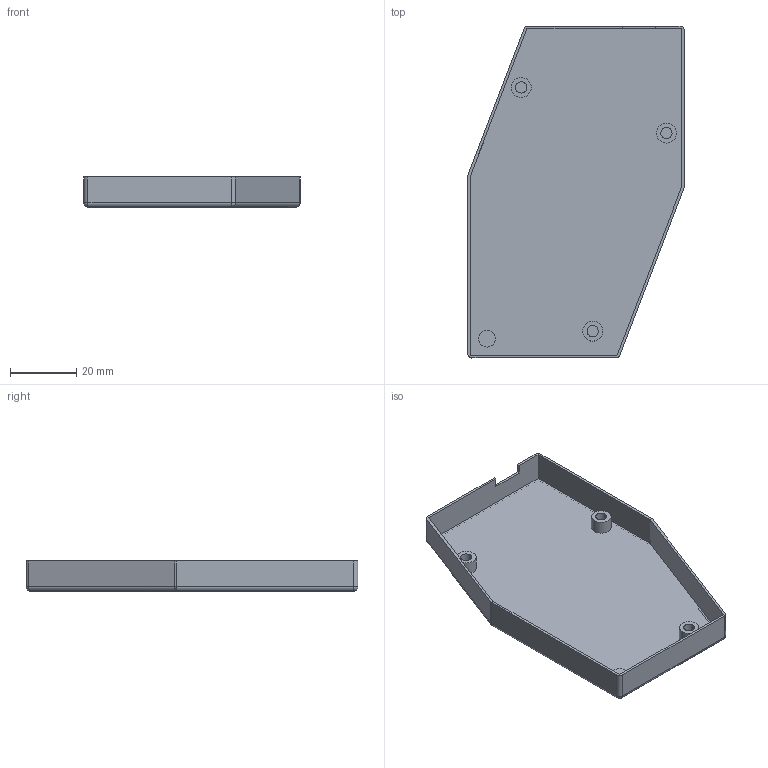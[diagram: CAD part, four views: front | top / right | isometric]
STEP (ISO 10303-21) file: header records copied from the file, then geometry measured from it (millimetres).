
FILE_DESCRIPTION (( 'STEP AP214' ), '1' );
FILE_NAME ('Bottom.STEP', '2025-07-31T04:10:34', ( '' ), ( '' ), 'SwSTEP 2.0', 'SolidWorks 2024', '' );
FILE_SCHEMA (( 'AUTOMOTIVE_DESIGN' ));
Length unit declared in the file: inch
Products named in the file (2): Bottom_Hackpad Assembly.STEP; Bottom
Assembly tree (1 placements, depth 2):
  Bottom
    Bottom_Hackpad Assembly.STEP
Bounding box: 65.44 x 100.36 x 9.11 mm (x, y, z)
Volume: 3881 mm3; surface area: 16863.7 mm2
Topology: 1 solids, 1 shells, 58 faces, 135 edges, 80 vertices
Faces by surface type: cylinder 27, plane 25, sphere 6
Entity records: 1664 total; most frequent: DIRECTION 307, CARTESIAN_POINT 271, ORIENTED_EDGE 258, EDGE_CURVE 129, AXIS2_PLACEMENT_3D 116, VERTEX_POINT 80, VECTOR 75, LINE 75
